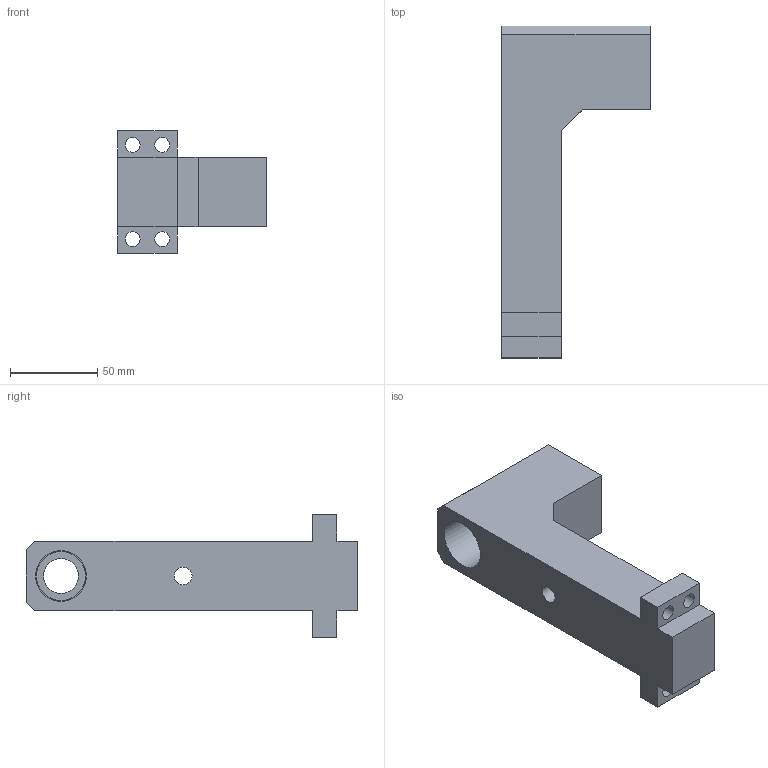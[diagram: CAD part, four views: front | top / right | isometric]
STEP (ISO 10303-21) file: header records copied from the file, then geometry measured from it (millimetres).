
FILE_DESCRIPTION(/* description */ (' Pallier Deporte 900mm V2'),/* implementation_level */ '2;1');
FILE_NAME(/* name */ '24 E6R MUL 141 Jambe Degag Levier.stp',/* time_stamp */ '2024-08-23T11:01:44+02:00',/* author */ ('Pierre'),/* organization */ (''),/* preprocessor_version */ 'ST-DEVELOPER v19.2',/* originating_system */ 'Autodesk Inventor 2023',/* authorisation */ '');
FILE_SCHEMA (('AUTOMOTIVE_DESIGN { 1 0 10303 214 3 1 1 }'));
Length unit declared in the file: millimetre
Products named in the file (1): 24 E6R MUL 141 Jambe Degag Levier
Bounding box: 85 x 190 x 70 mm (x, y, z)
Volume: 315553 mm3; surface area: 50585 mm2
Topology: 1 solids, 1 shells, 31 faces, 78 edges, 52 vertices
Faces by surface type: plane 22, cylinder 9
Full cylindrical faces by diameter (mm): 8.5 x4, 10.1 x1, 20 x1, 28.02 x2, 29 x1
Entity records: 997 total; most frequent: CARTESIAN_POINT 162, DIRECTION 160, ORIENTED_EDGE 156, EDGE_CURVE 78, LINE 60, VECTOR 60, VERTEX_POINT 52, AXIS2_PLACEMENT_3D 50
